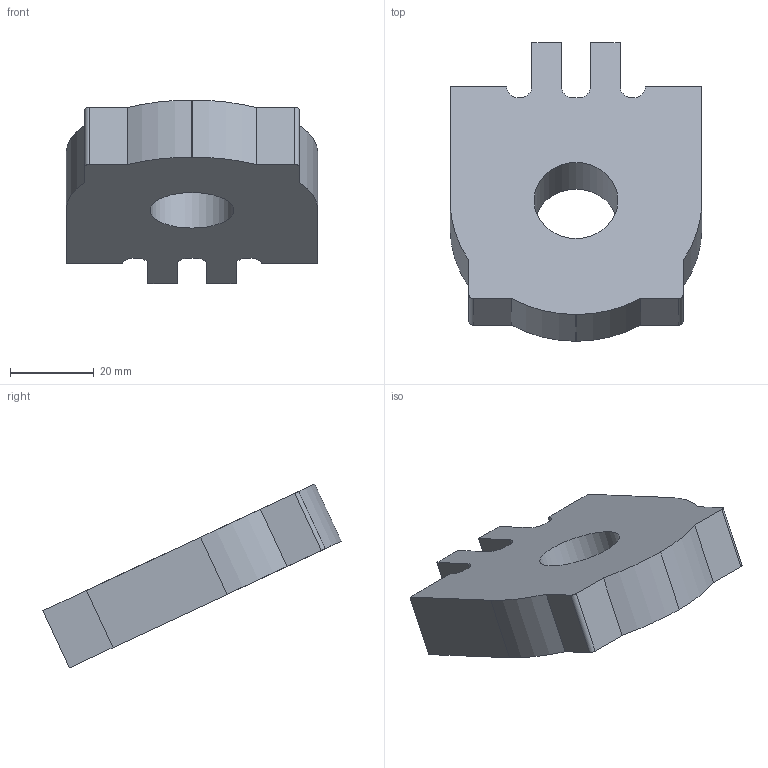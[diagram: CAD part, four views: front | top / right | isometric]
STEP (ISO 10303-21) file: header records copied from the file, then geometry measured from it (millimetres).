
FILE_DESCRIPTION(/* description */ (''),/* implementation_level */ '2;1');
FILE_NAME(/* name */ 'Bohrer 20 mm Mount.step',/* time_stamp */ '2024-07-31T11:58:28+02:00',/* author */ (''),/* organization */ (''),/* preprocessor_version */ 'ST-DEVELOPER v20',/* originating_system */ 'Autodesk Translation Framework v13.14.0.145',/* authorisation */ '');
FILE_SCHEMA (('AUTOMOTIVE_DESIGN { 1 0 10303 214 3 1 1 }'));
Length unit declared in the file: millimetre
Products named in the file (2): Bohrer MB; 20 mm Mount
Assembly tree (1 placements, depth 2):
  Bohrer MB
    20 mm Mount
Bounding box: 60 x 71.14 x 43.81 mm (x, y, z)
Volume: 46488.3 mm3; surface area: 11360.1 mm2
Topology: 1 solids, 1 shells, 28 faces, 78 edges, 52 vertices
Faces by surface type: plane 17, cylinder 11
Full cylindrical faces by diameter (mm): 20 x1
Entity records: 968 total; most frequent: DIRECTION 162, CARTESIAN_POINT 161, ORIENTED_EDGE 156, EDGE_CURVE 78, LINE 56, VECTOR 56, AXIS2_PLACEMENT_3D 53, VERTEX_POINT 52
